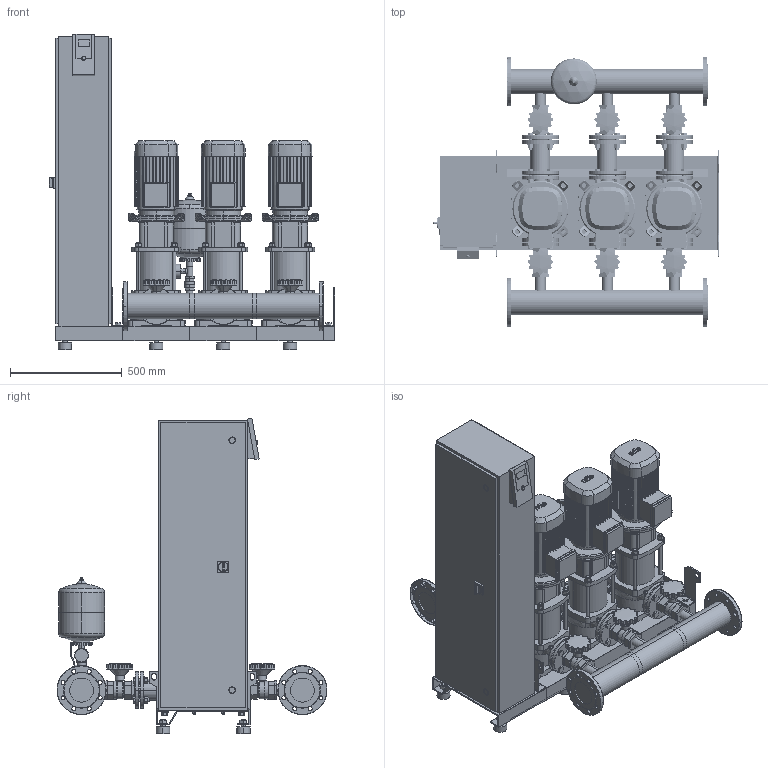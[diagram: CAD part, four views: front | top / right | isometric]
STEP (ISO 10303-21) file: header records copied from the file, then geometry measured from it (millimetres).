
FILE_DESCRIPTION((''),'2;1');
FILE_NAME('3d_SiBoostSmartFC3HELIXV2203-2540746.stp','2016-01-25T11:20:10',(''),(''),'Mechanical Desktop 2009','Mechanical Desktop 2009',', , ');
FILE_SCHEMA(('CONFIG_CONTROL_DESIGN'));
Length unit declared in the file: millimetre
Products named in the file (1): Product
Bounding box: 1280 x 1210 x 1413.4 mm (x, y, z)
Volume: 257752725 mm3; surface area: 14004074.6 mm2
Topology: 181 solids, 181 shells, 4795 faces, 11889 edges, 7754 vertices
Faces by surface type: plane 2048, cylinder 1532, bspline 829, cone 280, torus 94, sphere 12
Entity records: 151890 total; most frequent: CARTESIAN_POINT 37081, ORIENTED_EDGE 23742, DIRECTION 23731, EDGE_CURVE 11871, AXIS2_PLACEMENT_3D 8436, VERTEX_POINT 7745, VECTOR 6859, LINE 6859
